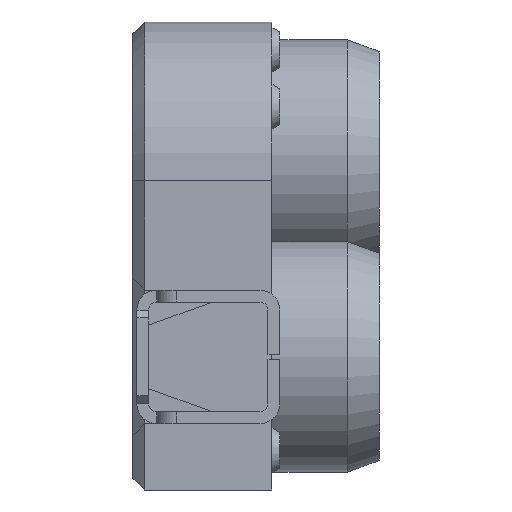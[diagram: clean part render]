
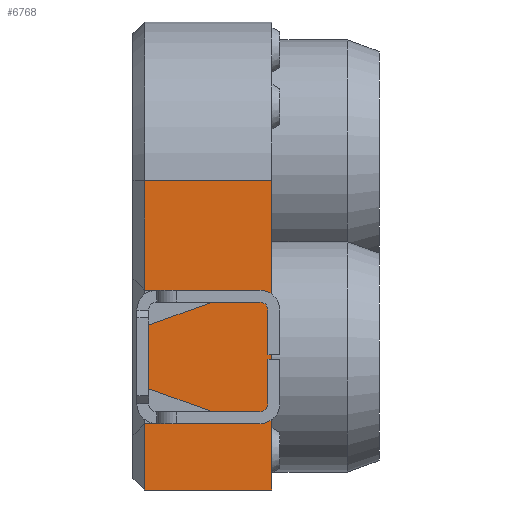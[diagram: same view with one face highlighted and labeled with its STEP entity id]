
A CAD part, left-side view. The second image highlights one B-rep face of the part: STEP entity #6768.
In plain terms, the highlighted planar face has unit normal (-1, 0, 0).
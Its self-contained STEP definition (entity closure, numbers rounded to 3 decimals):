
#58 = LINE ( 'NONE', #3466, #4047 ) ;
#194 = EDGE_CURVE ( 'NONE', #3859, #4683, #1971, .T. ) ;
#319 = DIRECTION ( 'NONE',  ( 0., 0., -1. ) ) ;
#321 = ORIENTED_EDGE ( 'NONE', *, *, #6320, .T. ) ;
#460 = LINE ( 'NONE', #737, #1797 ) ;
#493 = CARTESIAN_POINT ( 'NONE',  ( -5.45, 1.7, 0.945 ) ) ;
#499 = EDGE_CURVE ( 'NONE', #6726, #864, #5886, .T. ) ;
#534 = VERTEX_POINT ( 'NONE', #563 ) ;
#543 = EDGE_CURVE ( 'NONE', #6805, #1078, #6801, .T. ) ;
#563 = CARTESIAN_POINT ( 'NONE',  ( -5.45, 0.6, -2.11 ) ) ;
#622 = DIRECTION ( 'NONE',  ( 0., -0.94, -0.341 ) ) ;
#627 = EDGE_LOOP ( 'NONE', ( #5894, #3449, #3456, #2260, #6271, #4661, #4241, #5080, #5727, #1695, #3493, #321, #1091, #5751 ) ) ;
#729 = CARTESIAN_POINT ( 'NONE',  ( -5.45, 1.7, -0.43 ) ) ;
#737 = CARTESIAN_POINT ( 'NONE',  ( -5.45, 1.7, -2.945 ) ) ;
#864 = VERTEX_POINT ( 'NONE', #2757 ) ;
#1078 = VERTEX_POINT ( 'NONE', #3060 ) ;
#1091 = ORIENTED_EDGE ( 'NONE', *, *, #3510, .T. ) ;
#1217 = LINE ( 'NONE', #5290, #6742 ) ;
#1239 = DIRECTION ( 'NONE',  ( 0., 1., 0. ) ) ;
#1345 = DIRECTION ( 'NONE',  ( 0., 0.94, -0.341 ) ) ;
#1596 = DIRECTION ( 'NONE',  ( 0., 0., -1. ) ) ;
#1628 = VECTOR ( 'NONE', #5414, 1000. ) ;
#1691 = LINE ( 'NONE', #6713, #3344 ) ;
#1695 = ORIENTED_EDGE ( 'NONE', *, *, #194, .T. ) ;
#1747 = CARTESIAN_POINT ( 'NONE',  ( -5.45, 0.85, -0.58 ) ) ;
#1797 = VECTOR ( 'NONE', #3899, 1000. ) ;
#1841 = EDGE_CURVE ( 'NONE', #2071, #5492, #58, .T. ) ;
#1892 = VERTEX_POINT ( 'NONE', #2000 ) ;
#1899 = DIRECTION ( 'NONE',  ( 0., 0., -1. ) ) ;
#1971 = LINE ( 'NONE', #3990, #3039 ) ;
#2000 = CARTESIAN_POINT ( 'NONE',  ( -5.45, 1.7, -2.11 ) ) ;
#2024 = EDGE_CURVE ( 'NONE', #534, #3072, #1217, .T. ) ;
#2071 = VERTEX_POINT ( 'NONE', #2684 ) ;
#2260 = ORIENTED_EDGE ( 'NONE', *, *, #6193, .F. ) ;
#2265 = DIRECTION ( 'NONE',  ( 0., 1., 0. ) ) ;
#2294 = AXIS2_PLACEMENT_3D ( 'NONE', #4228, #4776, #1596 ) ;
#2484 = CARTESIAN_POINT ( 'NONE',  ( -5.45, 1.65, -1.67 ) ) ;
#2490 = VECTOR ( 'NONE', #1899, 1000. ) ;
#2570 = LINE ( 'NONE', #4594, #2490 ) ;
#2684 = CARTESIAN_POINT ( 'NONE',  ( -5.45, 1.7, -2.945 ) ) ;
#2698 = PLANE ( 'NONE',  #2294 ) ;
#2743 = VECTOR ( 'NONE', #319, 1000. ) ;
#2757 = CARTESIAN_POINT ( 'NONE',  ( -5.45, 0.1, 0.945 ) ) ;
#2852 = EDGE_CURVE ( 'NONE', #1892, #2071, #460, .T. ) ;
#2881 = VECTOR ( 'NONE', #622, 1000. ) ;
#2889 = LINE ( 'NONE', #729, #4994 ) ;
#2943 = DIRECTION ( 'NONE',  ( 0., -1., 0. ) ) ;
#3039 = VECTOR ( 'NONE', #1345, 1000. ) ;
#3060 = CARTESIAN_POINT ( 'NONE',  ( -5.45, 1.7, -0.43 ) ) ;
#3061 = CARTESIAN_POINT ( 'NONE',  ( -5.45, 1.85, 0.945 ) ) ;
#3072 = VERTEX_POINT ( 'NONE', #3540 ) ;
#3169 = DIRECTION ( 'NONE',  ( 0., 0., 1. ) ) ;
#3217 = VECTOR ( 'NONE', #2265, 1000. ) ;
#3247 = CARTESIAN_POINT ( 'NONE',  ( -5.45, 0.6, -0.43 ) ) ;
#3274 = CARTESIAN_POINT ( 'NONE',  ( -5.45, 0.6, -0.43 ) ) ;
#3344 = VECTOR ( 'NONE', #2943, 1000. ) ;
#3387 = LINE ( 'NONE', #3247, #6078 ) ;
#3449 = ORIENTED_EDGE ( 'NONE', *, *, #2852, .T. ) ;
#3456 = ORIENTED_EDGE ( 'NONE', *, *, #1841, .T. ) ;
#3466 = CARTESIAN_POINT ( 'NONE',  ( -5.45, 1.85, -2.945 ) ) ;
#3493 = ORIENTED_EDGE ( 'NONE', *, *, #4373, .T. ) ;
#3510 = EDGE_CURVE ( 'NONE', #5177, #3072, #1691, .T. ) ;
#3540 = CARTESIAN_POINT ( 'NONE',  ( -5.45, 0.6, -1.96 ) ) ;
#3794 = CARTESIAN_POINT ( 'NONE',  ( -5.45, 0.85, -0.58 ) ) ;
#3837 = EDGE_CURVE ( 'NONE', #534, #1892, #4760, .T. ) ;
#3859 = VERTEX_POINT ( 'NONE', #3794 ) ;
#3883 = LINE ( 'NONE', #5403, #2881 ) ;
#3899 = DIRECTION ( 'NONE',  ( 0., 0., -1. ) ) ;
#3990 = CARTESIAN_POINT ( 'NONE',  ( -5.45, 1.65, -0.87 ) ) ;
#4047 = VECTOR ( 'NONE', #4427, 1000. ) ;
#4138 = CARTESIAN_POINT ( 'NONE',  ( -5.45, 0.6, -0.58 ) ) ;
#4228 = CARTESIAN_POINT ( 'NONE',  ( -5.45, 1.85, 0.945 ) ) ;
#4241 = ORIENTED_EDGE ( 'NONE', *, *, #543, .F. ) ;
#4255 = CARTESIAN_POINT ( 'NONE',  ( -5.45, 0.1, -2.945 ) ) ;
#4373 = EDGE_CURVE ( 'NONE', #4683, #6219, #5170, .T. ) ;
#4378 = DIRECTION ( 'NONE',  ( 0., 0., -1. ) ) ;
#4427 = DIRECTION ( 'NONE',  ( 0., -1., 0. ) ) ;
#4594 = CARTESIAN_POINT ( 'NONE',  ( -5.45, 0.1, 0.945 ) ) ;
#4642 = LINE ( 'NONE', #1747, #3217 ) ;
#4661 = ORIENTED_EDGE ( 'NONE', *, *, #6098, .T. ) ;
#4683 = VERTEX_POINT ( 'NONE', #5089 ) ;
#4760 = LINE ( 'NONE', #6500, #6863 ) ;
#4776 = DIRECTION ( 'NONE',  ( 1., 0., 0. ) ) ;
#4886 = FACE_OUTER_BOUND ( 'NONE', #627, .T. ) ;
#4994 = VECTOR ( 'NONE', #4378, 1000. ) ;
#5042 = VECTOR ( 'NONE', #6210, 1000. ) ;
#5080 = ORIENTED_EDGE ( 'NONE', *, *, #6354, .F. ) ;
#5089 = CARTESIAN_POINT ( 'NONE',  ( -5.45, 1.65, -0.87 ) ) ;
#5170 = LINE ( 'NONE', #2484, #2743 ) ;
#5177 = VERTEX_POINT ( 'NONE', #5874 ) ;
#5290 = CARTESIAN_POINT ( 'NONE',  ( -5.45, 0.6, -0.43 ) ) ;
#5297 = VERTEX_POINT ( 'NONE', #4138 ) ;
#5403 = CARTESIAN_POINT ( 'NONE',  ( -5.45, 0.85, -1.96 ) ) ;
#5414 = DIRECTION ( 'NONE',  ( 0., 1., 0. ) ) ;
#5492 = VERTEX_POINT ( 'NONE', #4255 ) ;
#5727 = ORIENTED_EDGE ( 'NONE', *, *, #6402, .T. ) ;
#5751 = ORIENTED_EDGE ( 'NONE', *, *, #2024, .F. ) ;
#5874 = CARTESIAN_POINT ( 'NONE',  ( -5.45, 0.85, -1.96 ) ) ;
#5886 = LINE ( 'NONE', #3061, #5042 ) ;
#5894 = ORIENTED_EDGE ( 'NONE', *, *, #3837, .T. ) ;
#5928 = DIRECTION ( 'NONE',  ( 0., 0., 1. ) ) ;
#5985 = CARTESIAN_POINT ( 'NONE',  ( -5.45, 0.6, -0.43 ) ) ;
#6078 = VECTOR ( 'NONE', #5928, 1000. ) ;
#6098 = EDGE_CURVE ( 'NONE', #6726, #1078, #2889, .T. ) ;
#6193 = EDGE_CURVE ( 'NONE', #864, #5492, #2570, .T. ) ;
#6210 = DIRECTION ( 'NONE',  ( 0., -1., 0. ) ) ;
#6219 = VERTEX_POINT ( 'NONE', #6871 ) ;
#6271 = ORIENTED_EDGE ( 'NONE', *, *, #499, .F. ) ;
#6320 = EDGE_CURVE ( 'NONE', #6219, #5177, #3883, .T. ) ;
#6354 = EDGE_CURVE ( 'NONE', #5297, #6805, #3387, .T. ) ;
#6402 = EDGE_CURVE ( 'NONE', #5297, #3859, #4642, .T. ) ;
#6500 = CARTESIAN_POINT ( 'NONE',  ( -5.45, 0.6, -2.11 ) ) ;
#6713 = CARTESIAN_POINT ( 'NONE',  ( -5.45, 0.6, -1.96 ) ) ;
#6726 = VERTEX_POINT ( 'NONE', #493 ) ;
#6742 = VECTOR ( 'NONE', #3169, 1000. ) ;
#6768 = ADVANCED_FACE ( 'NONE', ( #4886 ), #2698, .F. ) ;
#6801 = LINE ( 'NONE', #5985, #1628 ) ;
#6805 = VERTEX_POINT ( 'NONE', #3274 ) ;
#6863 = VECTOR ( 'NONE', #1239, 1000. ) ;
#6871 = CARTESIAN_POINT ( 'NONE',  ( -5.45, 1.65, -1.67 ) ) ;
